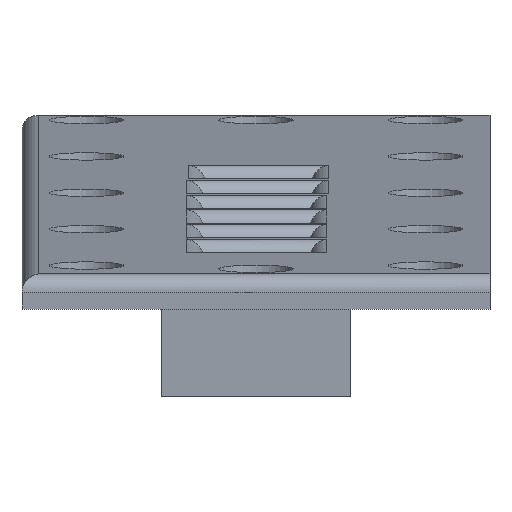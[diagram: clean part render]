
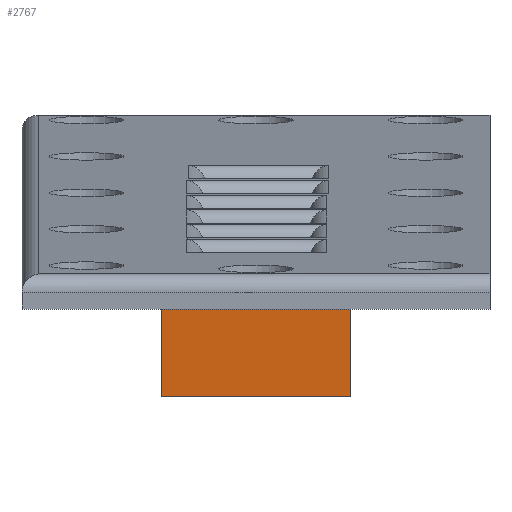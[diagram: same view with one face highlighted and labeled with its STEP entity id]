
A CAD part, front view. The second image highlights one B-rep face of the part: STEP entity #2767.
In plain terms, the highlighted planar face has unit normal (0, -0.995, -0.098).
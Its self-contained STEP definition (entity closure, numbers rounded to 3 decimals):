
#199=PLANE('',#2972);
#277=FACE_OUTER_BOUND('',#457,.T.);
#457=EDGE_LOOP('',(#1941,#1942,#1943,#1944));
#667=LINE('',#4058,#896);
#679=LINE('',#4082,#908);
#680=LINE('',#4084,#909);
#681=LINE('',#4085,#910);
#896=VECTOR('',#3301,10.);
#908=VECTOR('',#3317,10.);
#909=VECTOR('',#3318,10.);
#910=VECTOR('',#3319,10.);
#1229=VERTEX_POINT('',#4055);
#1230=VERTEX_POINT('',#4057);
#1240=VERTEX_POINT('',#4081);
#1241=VERTEX_POINT('',#4083);
#1497=EDGE_CURVE('',#1230,#1229,#667,.T.);
#1509=EDGE_CURVE('',#1240,#1229,#679,.T.);
#1510=EDGE_CURVE('',#1241,#1240,#680,.T.);
#1511=EDGE_CURVE('',#1241,#1230,#681,.T.);
#1941=ORIENTED_EDGE('',*,*,#1497,.T.);
#1942=ORIENTED_EDGE('',*,*,#1509,.F.);
#1943=ORIENTED_EDGE('',*,*,#1510,.F.);
#1944=ORIENTED_EDGE('',*,*,#1511,.T.);
#2767=ADVANCED_FACE('',(#277),#199,.T.);
#2972=AXIS2_PLACEMENT_3D('',#4080,#3315,#3316);
#3301=DIRECTION('',(1.,0.,0.));
#3315=DIRECTION('center_axis',(0.,-0.995,-0.097));
#3316=DIRECTION('ref_axis',(-1.,0.,0.));
#3317=DIRECTION('',(0.,0.097,-0.995));
#3318=DIRECTION('',(1.,0.,0.));
#3319=DIRECTION('',(0.,0.097,-0.995));
#4055=CARTESIAN_POINT('',(-541.,10.11,60.915));
#4057=CARTESIAN_POINT('',(-569.,10.11,60.915));
#4058=CARTESIAN_POINT('',(-548.,10.11,60.915));
#4080=CARTESIAN_POINT('Origin',(-541.,8.16,80.82));
#4081=CARTESIAN_POINT('',(-541.,8.647,75.844));
#4082=CARTESIAN_POINT('',(-541.,8.16,80.82));
#4083=CARTESIAN_POINT('',(-569.,8.647,75.844));
#4084=CARTESIAN_POINT('',(-541.,8.647,75.844));
#4085=CARTESIAN_POINT('',(-569.,8.16,80.82));
